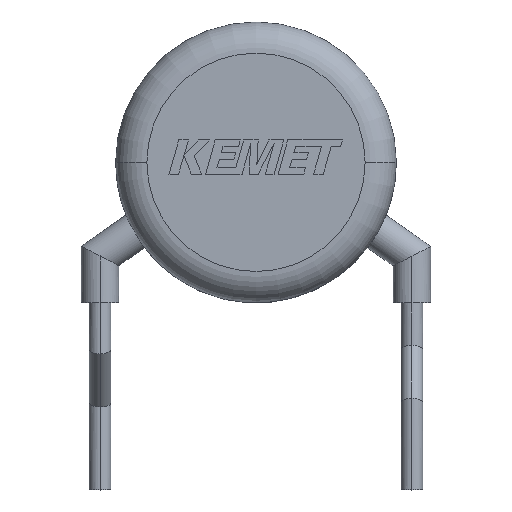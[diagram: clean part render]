
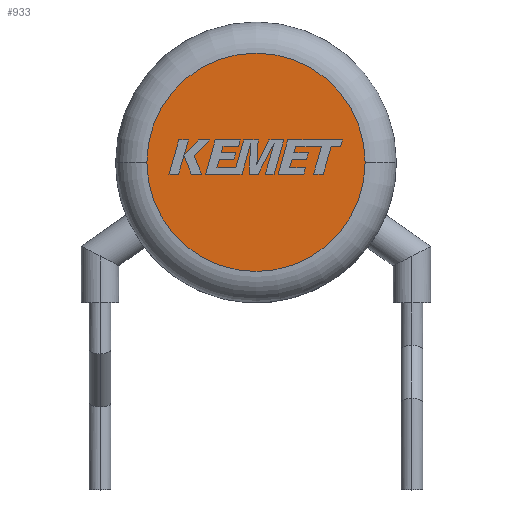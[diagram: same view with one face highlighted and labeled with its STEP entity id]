
A CAD part, top view. The second image highlights one B-rep face of the part: STEP entity #933.
In plain terms, the highlighted planar face has unit normal (0, 0, 1).
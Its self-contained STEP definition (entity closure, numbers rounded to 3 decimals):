
#263 = CARTESIAN_POINT ( 'NONE',  ( -3.5, 0., 6. ) ) ;
#655 = CIRCLE ( 'NONE', #1421, 3.5 ) ;
#933 = ADVANCED_FACE ( 'NONE', ( #3019 ), #2137, .T. ) ;
#1144 = EDGE_CURVE ( 'NONE', #3738, #1582, #655, .T. ) ;
#1421 = AXIS2_PLACEMENT_3D ( 'NONE', #3764, #2385, #2031 ) ;
#1449 = ORIENTED_EDGE ( 'NONE', *, *, #1144, .T. ) ;
#1537 = DIRECTION ( 'NONE',  ( 1., 0., 0. ) ) ;
#1582 = VERTEX_POINT ( 'NONE', #3659 ) ;
#2031 = DIRECTION ( 'NONE',  ( 1., 0., 0. ) ) ;
#2137 = PLANE ( 'NONE',  #2527 ) ;
#2385 = DIRECTION ( 'NONE',  ( 0., 0., 1. ) ) ;
#2463 = CARTESIAN_POINT ( 'NONE',  ( 0., 0., 6. ) ) ;
#2494 = CARTESIAN_POINT ( 'NONE',  ( 0., 0., 6. ) ) ;
#2524 = DIRECTION ( 'NONE',  ( 0., 0., 1. ) ) ;
#2527 = AXIS2_PLACEMENT_3D ( 'NONE', #2494, #2524, #2799 ) ;
#2558 = ORIENTED_EDGE ( 'NONE', *, *, #2747, .T. ) ;
#2563 = EDGE_LOOP ( 'NONE', ( #2558, #1449 ) ) ;
#2601 = CIRCLE ( 'NONE', #2665, 3.5 ) ;
#2665 = AXIS2_PLACEMENT_3D ( 'NONE', #2463, #3626, #1537 ) ;
#2747 = EDGE_CURVE ( 'NONE', #1582, #3738, #2601, .T. ) ;
#2799 = DIRECTION ( 'NONE',  ( 1., 0., 0. ) ) ;
#3019 = FACE_OUTER_BOUND ( 'NONE', #2563, .T. ) ;
#3626 = DIRECTION ( 'NONE',  ( 0., 0., 1. ) ) ;
#3659 = CARTESIAN_POINT ( 'NONE',  ( 3.5, 0., 6. ) ) ;
#3738 = VERTEX_POINT ( 'NONE', #263 ) ;
#3764 = CARTESIAN_POINT ( 'NONE',  ( 0., 0., 6. ) ) ;
